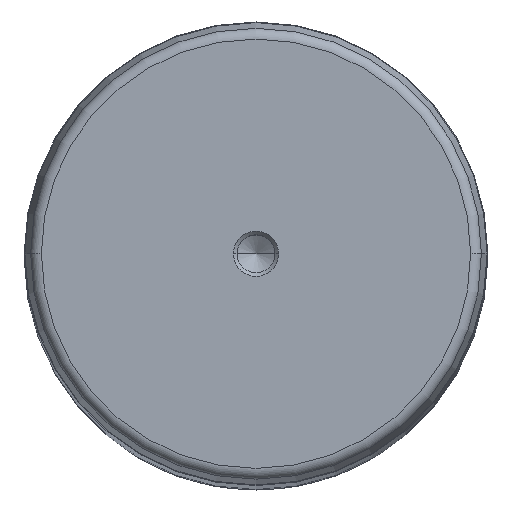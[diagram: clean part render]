
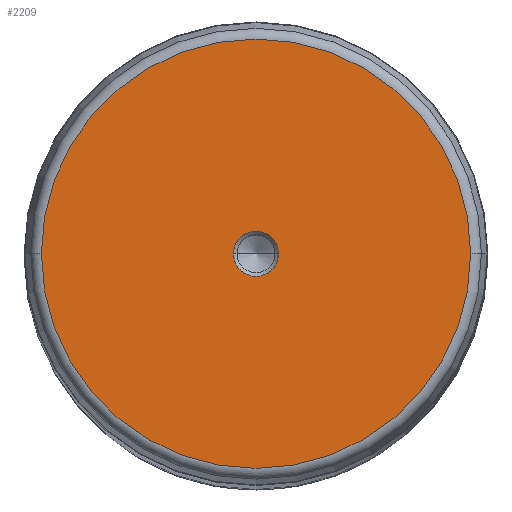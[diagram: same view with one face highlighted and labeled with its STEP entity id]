
A CAD part, top view. The second image highlights one B-rep face of the part: STEP entity #2209.
In plain terms, the highlighted planar face has unit normal (0, 0, 1).
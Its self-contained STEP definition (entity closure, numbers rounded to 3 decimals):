
#53 = CARTESIAN_POINT ( 'NONE',  ( -6.1, 0., 700. ) ) ;
#426 = VERTEX_POINT ( 'NONE', #2283 ) ;
#569 = CIRCLE ( 'NONE', #611, 57.879 ) ;
#611 = AXIS2_PLACEMENT_3D ( 'NONE', #2901, #1783, #3451 ) ;
#619 = EDGE_CURVE ( 'NONE', #1257, #3547, #2541, .T. ) ;
#635 = ORIENTED_EDGE ( 'NONE', *, *, #3120, .T. ) ;
#751 = CARTESIAN_POINT ( 'NONE',  ( 0., 0., 700. ) ) ;
#804 = EDGE_CURVE ( 'NONE', #426, #3176, #569, .T. ) ;
#921 = CIRCLE ( 'NONE', #2975, 57.879 ) ;
#922 = CARTESIAN_POINT ( 'NONE',  ( 6.1, 0., 700. ) ) ;
#1102 = DIRECTION ( 'NONE',  ( 0., 0., 1. ) ) ;
#1189 = EDGE_LOOP ( 'NONE', ( #1299, #2408 ) ) ;
#1257 = VERTEX_POINT ( 'NONE', #922 ) ;
#1299 = ORIENTED_EDGE ( 'NONE', *, *, #804, .F. ) ;
#1413 = CARTESIAN_POINT ( 'NONE',  ( 0., 0., 700. ) ) ;
#1456 = DIRECTION ( 'NONE',  ( 1., 0., 0. ) ) ;
#1619 = DIRECTION ( 'NONE',  ( 0., 0., -1. ) ) ;
#1636 = FACE_BOUND ( 'NONE', #2544, .T. ) ;
#1638 = CARTESIAN_POINT ( 'NONE',  ( 0., 0., 700. ) ) ;
#1783 = DIRECTION ( 'NONE',  ( 0., 0., -1. ) ) ;
#1904 = DIRECTION ( 'NONE',  ( 0., 0., -1. ) ) ;
#2106 = EDGE_CURVE ( 'NONE', #3176, #426, #921, .T. ) ;
#2120 = AXIS2_PLACEMENT_3D ( 'NONE', #2234, #1102, #2765 ) ;
#2147 = CIRCLE ( 'NONE', #3232, 6.1 ) ;
#2209 = ADVANCED_FACE ( 'NONE', ( #1636, #2900 ), #2777, .T. ) ;
#2234 = CARTESIAN_POINT ( 'NONE',  ( 0., 0., 700. ) ) ;
#2283 = CARTESIAN_POINT ( 'NONE',  ( -57.879, 0., 700. ) ) ;
#2408 = ORIENTED_EDGE ( 'NONE', *, *, #2106, .F. ) ;
#2453 = AXIS2_PLACEMENT_3D ( 'NONE', #1413, #3404, #1456 ) ;
#2541 = CIRCLE ( 'NONE', #2453, 6.1 ) ;
#2544 = EDGE_LOOP ( 'NONE', ( #3075, #635 ) ) ;
#2705 = DIRECTION ( 'NONE',  ( -1., 0., 0. ) ) ;
#2729 = CARTESIAN_POINT ( 'NONE',  ( 57.879, 0., 700. ) ) ;
#2765 = DIRECTION ( 'NONE',  ( 1., 0., 0. ) ) ;
#2777 = PLANE ( 'NONE',  #2120 ) ;
#2900 = FACE_OUTER_BOUND ( 'NONE', #1189, .T. ) ;
#2901 = CARTESIAN_POINT ( 'NONE',  ( 0., 0., 700. ) ) ;
#2975 = AXIS2_PLACEMENT_3D ( 'NONE', #751, #1619, #2705 ) ;
#3075 = ORIENTED_EDGE ( 'NONE', *, *, #619, .T. ) ;
#3120 = EDGE_CURVE ( 'NONE', #3547, #1257, #2147, .T. ) ;
#3176 = VERTEX_POINT ( 'NONE', #2729 ) ;
#3232 = AXIS2_PLACEMENT_3D ( 'NONE', #1638, #1904, #3262 ) ;
#3262 = DIRECTION ( 'NONE',  ( 1., 0., 0. ) ) ;
#3404 = DIRECTION ( 'NONE',  ( 0., 0., -1. ) ) ;
#3451 = DIRECTION ( 'NONE',  ( -1., 0., 0. ) ) ;
#3547 = VERTEX_POINT ( 'NONE', #53 ) ;
